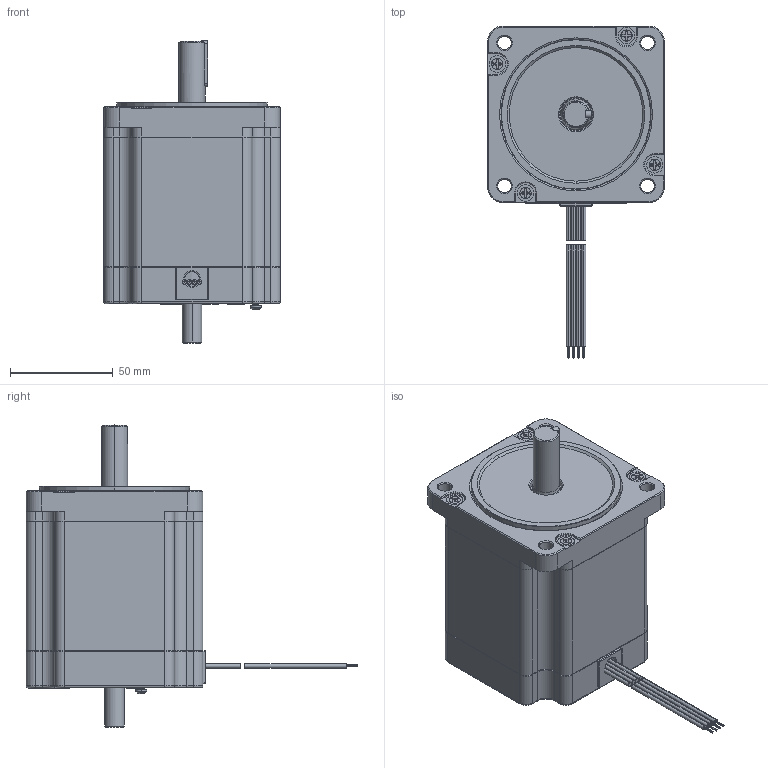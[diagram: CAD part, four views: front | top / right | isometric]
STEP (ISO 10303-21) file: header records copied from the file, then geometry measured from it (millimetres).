
FILE_DESCRIPTION((''),'2;1');
FILE_NAME('4611110026323_ASM','2024-04-17T15:17:14',('ms26442'),(''),'CREO PARAMETRIC BY PTC INC, 2018100','CREO PARAMETRIC BY PTC INC, 2018100','');
FILE_SCHEMA(('CONFIG_CONTROL_DESIGN'));
Products named in the file (28): 4613102100235; 3698153000271; 3698153000270; 4613104002803_ASM; 4634140202346; 4613103005160_ASM; 4219121302163; 4331101000181; 4613106100208_AF0; 4693220000358_AF0; 4613106100208_AF1; 4332101206266_AF0; 4613110000011; 4613106100208; 4693220000358; 4613107110008_ASM; 4294440200025_AF0; 4294440200025_AF1; 4219121303977; 3632305500080; 4294404000306; 3698151100074; 4294404000450; 3219710002063; 4613153002149_ASM; 4294438000032; 3219720005067; 4611110026323_ASM
Assembly tree (32 placements, depth 5):
  4611110026323_ASM
    4613153002149_ASM
      4613103005160_ASM
        4613104002803_ASM
          4613102100235
          3698153000271
          3698153000270
        4634140202346
      4219121302163
      4331101000181  x2
      4613107110008_ASM
        4613106100208_AF0
        4693220000358_AF0
        4613106100208_AF1
        4332101206266_AF0
        4613110000011
        4613106100208  x2
        4693220000358
      4294440200025_AF0
      4294440200025_AF1
      4219121303977
      3632305500080
      4294404000306  x4
      3698151100074
      4294404000450
      3219710002063
    4294438000032
    3219720005067
Bounding box: 86 x 161.4 x 146.99 mm (x, y, z)
Volume: 463120.2 mm3; surface area: 273210.5 mm2
Topology: 35 solids, 51 shells, 4815 faces, 13000 edges, 8489 vertices
Faces by surface type: cylinder 2531, plane 1825, cone 202, bspline 176, torus 79, sphere 2
Entity records: 141026 total; most frequent: CARTESIAN_POINT 34597, DIRECTION 22943, ORIENTED_EDGE 22192, EDGE_CURVE 11114, AXIS2_PLACEMENT_3D 8538, VERTEX_POINT 7241, VECTOR 5867, LINE 5867
